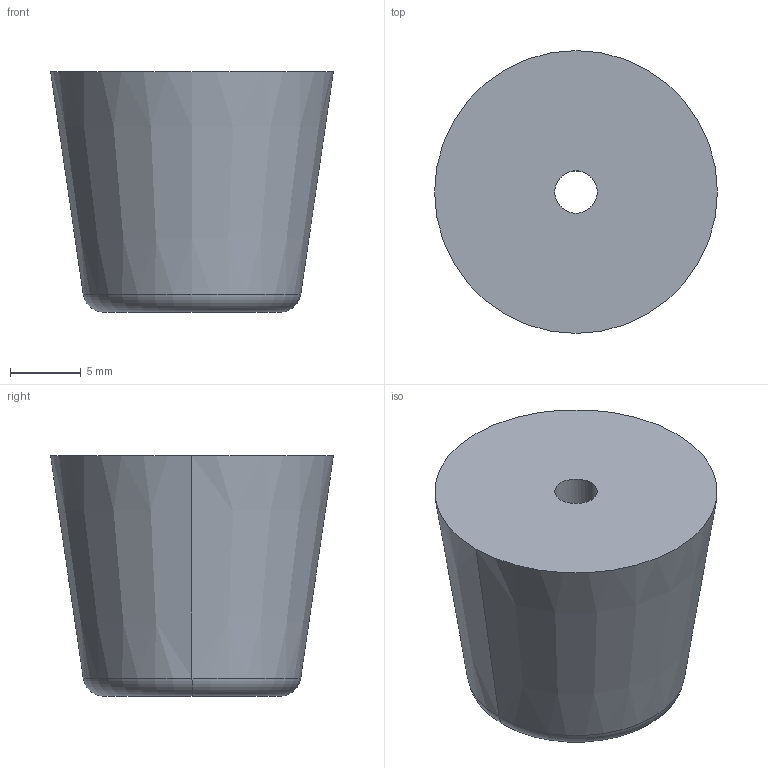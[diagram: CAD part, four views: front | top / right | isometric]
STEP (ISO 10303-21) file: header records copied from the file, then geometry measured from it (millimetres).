
FILE_DESCRIPTION (( 'STEP AP214' ), '1' );
FILE_NAME ('TM_TK_2017_F.STEP', '2017-02-14T04:01:53', ( '' ), ( '' ), 'SwSTEP 2.0', 'SolidWorks 2015', '' );
FILE_SCHEMA (( 'AUTOMOTIVE_DESIGN' ));
Length unit declared in the file: millimetre
Products named in the file (3): washer; rubber foot; TM_TK_2017_F
Assembly tree (2 placements, depth 2):
  TM_TK_2017_F
    rubber foot
    washer
Bounding box: 20 x 20 x 17 mm (x, y, z)
Volume: 3729.8 mm3; surface area: 1857.5 mm2
Topology: 2 solids, 2 shells, 23 faces, 46 edges, 30 vertices
Faces by surface type: cylinder 12, plane 7, torus 2, cone 2
Entity records: 734 total; most frequent: DIRECTION 134, CARTESIAN_POINT 104, ORIENTED_EDGE 92, AXIS2_PLACEMENT_3D 60, EDGE_CURVE 46, CIRCLE 32, VERTEX_POINT 30, EDGE_LOOP 30
